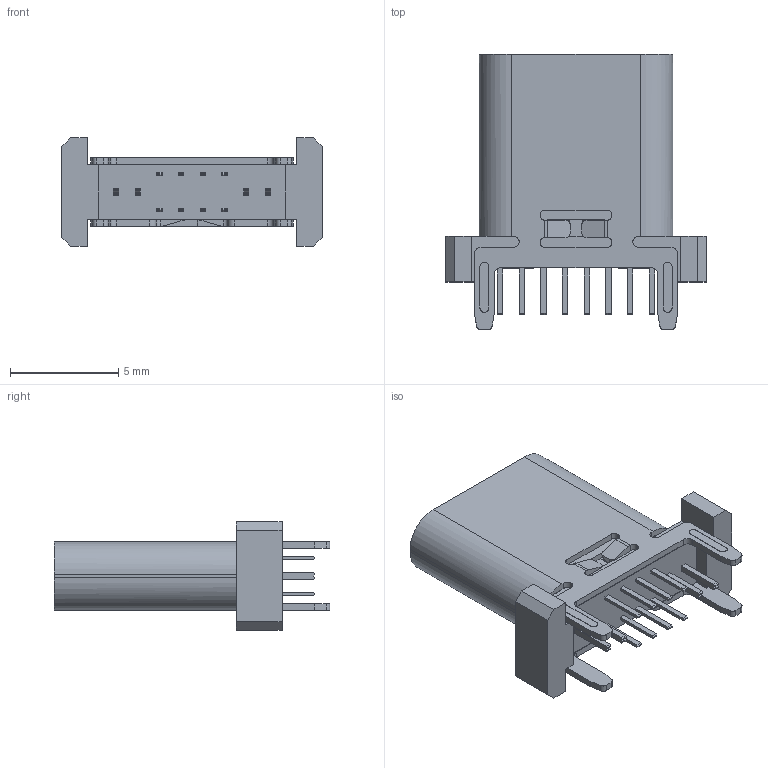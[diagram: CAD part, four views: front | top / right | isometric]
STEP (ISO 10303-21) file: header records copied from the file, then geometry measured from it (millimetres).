
FILE_DESCRIPTION((''),'2;1');
FILE_NAME('TYPE-C_16PIN___A_H0006','2025-02-24T20:12:17',('Administrator'),(''),'CREO PARAMETRIC BY PTC INC, 2020154','CREO PARAMETRIC BY PTC INC, 2020154','');
FILE_SCHEMA(('AUTOMOTIVE_DESIGN { 1 0 10303 214 1 1 1 1 }'));
Length unit declared in the file: millimetre
Products named in the file (1): TYPE-C_16PIN___A_H0006
Bounding box: 12 x 12.7 x 5 mm (x, y, z)
Volume: 206.9 mm3; surface area: 710.6 mm2
Topology: 1 solids, 1 shells, 438 faces, 1257 edges, 830 vertices
Faces by surface type: plane 328, cylinder 102, cone 8
Entity records: 18281 total; most frequent: CARTESIAN_POINT 2644, ORIENTED_EDGE 2514, DIRECTION 2328, PRESENTATION_STYLE_ASSIGNMENT 1274, STYLED_ITEM 1258, CURVE_STYLE 1257, EDGE_CURVE 1257, VECTOR 1020
